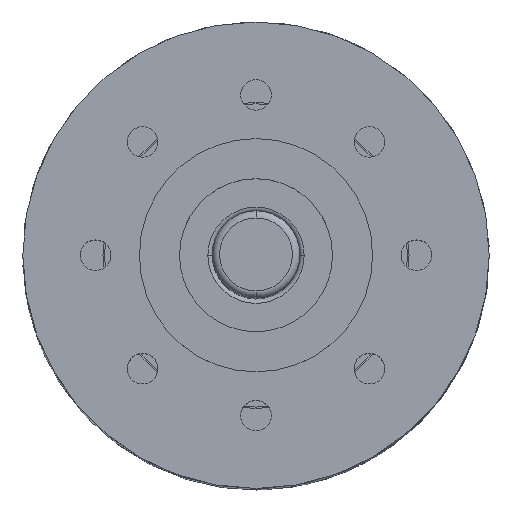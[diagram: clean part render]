
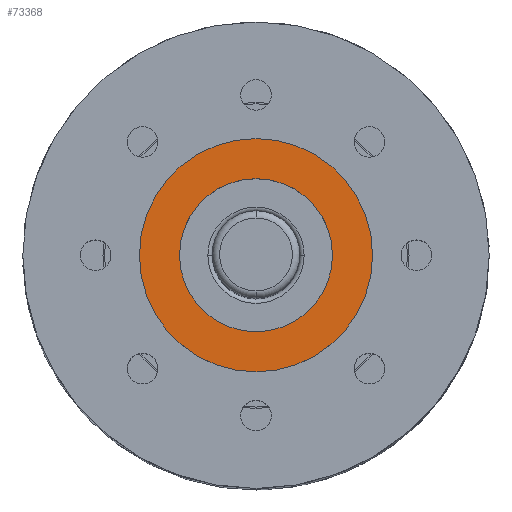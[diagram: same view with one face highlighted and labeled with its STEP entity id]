
A CAD part, top view. The second image highlights one B-rep face of the part: STEP entity #73368.
In plain terms, the highlighted planar face has unit normal (0, 0, 1).
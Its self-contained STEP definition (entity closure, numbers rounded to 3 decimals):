
#2047 = EDGE_CURVE ( 'NONE', #45587, #35960, #16778, .T. ) ;
#3933 = EDGE_LOOP ( 'NONE', ( #32415, #16344 ) ) ;
#4353 = AXIS2_PLACEMENT_3D ( 'NONE', #44989, #43173, #9829 ) ;
#4935 = AXIS2_PLACEMENT_3D ( 'NONE', #46868, #68171, #25604 ) ;
#5272 = ORIENTED_EDGE ( 'NONE', *, *, #34940, .T. ) ;
#9829 = DIRECTION ( 'NONE',  ( 1., 0., 0. ) ) ;
#10778 = PLANE ( 'NONE',  #4935 ) ;
#12493 = EDGE_CURVE ( 'NONE', #86711, #32682, #16198, .T. ) ;
#14488 = CARTESIAN_POINT ( 'NONE',  ( 0., 0., 0. ) ) ;
#16198 = CIRCLE ( 'NONE', #42766, 5.25 ) ;
#16282 = DIRECTION ( 'NONE',  ( 1., 0., 0. ) ) ;
#16344 = ORIENTED_EDGE ( 'NONE', *, *, #12493, .F. ) ;
#16475 = CARTESIAN_POINT ( 'NONE',  ( 0., 0., 0. ) ) ;
#16699 = DIRECTION ( 'NONE',  ( 0., 0., 1. ) ) ;
#16778 = CIRCLE ( 'NONE', #78914, 8. ) ;
#16928 = DIRECTION ( 'NONE',  ( 1., 0., 0. ) ) ;
#25604 = DIRECTION ( 'NONE',  ( -1., 0., 0. ) ) ;
#28897 = CARTESIAN_POINT ( 'NONE',  ( -5.25, 0., 0. ) ) ;
#32245 = CARTESIAN_POINT ( 'NONE',  ( -8., 0., 0. ) ) ;
#32415 = ORIENTED_EDGE ( 'NONE', *, *, #50547, .F. ) ;
#32682 = VERTEX_POINT ( 'NONE', #38773 ) ;
#34940 = EDGE_CURVE ( 'NONE', #35960, #45587, #62281, .T. ) ;
#35960 = VERTEX_POINT ( 'NONE', #32245 ) ;
#37961 = DIRECTION ( 'NONE',  ( 1., 0., 0. ) ) ;
#38773 = CARTESIAN_POINT ( 'NONE',  ( 5.25, 0., 0. ) ) ;
#40794 = FACE_BOUND ( 'NONE', #3933, .T. ) ;
#42766 = AXIS2_PLACEMENT_3D ( 'NONE', #14488, #64021, #16282 ) ;
#43173 = DIRECTION ( 'NONE',  ( 0., 0., 1. ) ) ;
#44989 = CARTESIAN_POINT ( 'NONE',  ( 0., 0., 0. ) ) ;
#45587 = VERTEX_POINT ( 'NONE', #86777 ) ;
#46868 = CARTESIAN_POINT ( 'NONE',  ( 0., 0., 0. ) ) ;
#50547 = EDGE_CURVE ( 'NONE', #32682, #86711, #73790, .T. ) ;
#62116 = FACE_OUTER_BOUND ( 'NONE', #82018, .T. ) ;
#62281 = CIRCLE ( 'NONE', #85914, 8. ) ;
#64021 = DIRECTION ( 'NONE',  ( 0., 0., 1. ) ) ;
#66243 = ORIENTED_EDGE ( 'NONE', *, *, #2047, .T. ) ;
#66897 = DIRECTION ( 'NONE',  ( 0., 0., 1. ) ) ;
#68171 = DIRECTION ( 'NONE',  ( 0., 0., -1. ) ) ;
#73368 = ADVANCED_FACE ( 'NONE', ( #40794, #62116 ), #10778, .F. ) ;
#73790 = CIRCLE ( 'NONE', #4353, 5.25 ) ;
#78914 = AXIS2_PLACEMENT_3D ( 'NONE', #80125, #16699, #37961 ) ;
#80125 = CARTESIAN_POINT ( 'NONE',  ( 0., 0., 0. ) ) ;
#82018 = EDGE_LOOP ( 'NONE', ( #66243, #5272 ) ) ;
#85914 = AXIS2_PLACEMENT_3D ( 'NONE', #16475, #66897, #16928 ) ;
#86711 = VERTEX_POINT ( 'NONE', #28897 ) ;
#86777 = CARTESIAN_POINT ( 'NONE',  ( 8., 0., 0. ) ) ;
